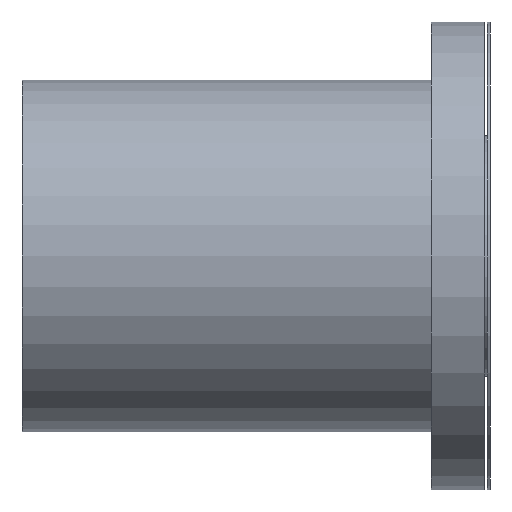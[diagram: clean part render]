
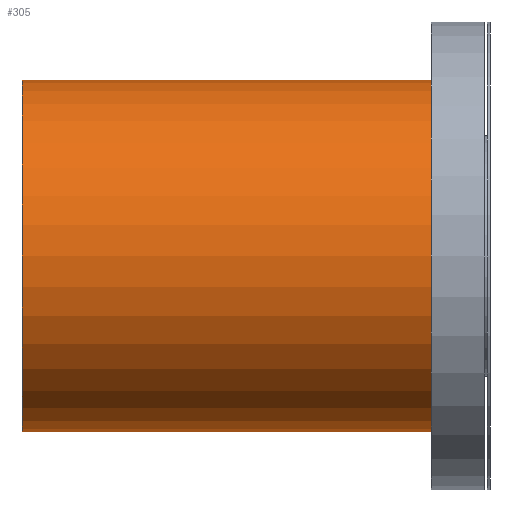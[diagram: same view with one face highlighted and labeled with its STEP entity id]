
A CAD part, left-side view. The second image highlights one B-rep face of the part: STEP entity #305.
In plain terms, the highlighted cylindrical face has radius 4.775 mm (diameter 9.55 mm), a partial arc.
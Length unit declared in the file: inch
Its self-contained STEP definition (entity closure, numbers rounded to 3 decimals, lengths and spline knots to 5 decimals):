
#2 = CYLINDRICAL_SURFACE ( 'NONE', #199, 0.188 ) ;
#34 = DIRECTION ( 'NONE',  ( 0., 0., -1. ) ) ;
#47 = CIRCLE ( 'NONE', #130, 0.188 ) ;
#58 = VECTOR ( 'NONE', #145, 39.37008 ) ;
#114 = CARTESIAN_POINT ( 'NONE',  ( 0., 0.5, -0.188 ) ) ;
#123 = CARTESIAN_POINT ( 'NONE',  ( 0., 0.5, 0.188 ) ) ;
#129 = VERTEX_POINT ( 'NONE', #252 ) ;
#130 = AXIS2_PLACEMENT_3D ( 'NONE', #368, #138, #427 ) ;
#138 = DIRECTION ( 'NONE',  ( 0., 1., 0. ) ) ;
#143 = CARTESIAN_POINT ( 'NONE',  ( 0., 0.5, 0.188 ) ) ;
#145 = DIRECTION ( 'NONE',  ( 0., -1., 0. ) ) ;
#172 = DIRECTION ( 'NONE',  ( 0., -1., 0. ) ) ;
#174 = FACE_OUTER_BOUND ( 'NONE', #176, .T. ) ;
#176 = EDGE_LOOP ( 'NONE', ( #388, #377, #544, #430 ) ) ;
#199 = AXIS2_PLACEMENT_3D ( 'NONE', #358, #172, #34 ) ;
#231 = EDGE_CURVE ( 'NONE', #257, #459, #47, .T. ) ;
#248 = CARTESIAN_POINT ( 'NONE',  ( 0., 0.5, -0.188 ) ) ;
#252 = CARTESIAN_POINT ( 'NONE',  ( 0., 0.0625, -0.188 ) ) ;
#257 = VERTEX_POINT ( 'NONE', #248 ) ;
#264 = DIRECTION ( 'NONE',  ( 0., 0., 1. ) ) ;
#265 = VECTOR ( 'NONE', #386, 39.37008 ) ;
#276 = CARTESIAN_POINT ( 'NONE',  ( 0., 0.0625, 0.188 ) ) ;
#305 = ADVANCED_FACE ( 'NONE', ( #174 ), #2, .T. ) ;
#312 = DIRECTION ( 'NONE',  ( 0., 1., 0. ) ) ;
#328 = EDGE_CURVE ( 'NONE', #459, #437, #417, .T. ) ;
#350 = LINE ( 'NONE', #114, #58 ) ;
#357 = CIRCLE ( 'NONE', #479, 0.188 ) ;
#358 = CARTESIAN_POINT ( 'NONE',  ( 0., 0.5, 0. ) ) ;
#368 = CARTESIAN_POINT ( 'NONE',  ( 0., 0.5, 0. ) ) ;
#377 = ORIENTED_EDGE ( 'NONE', *, *, #231, .F. ) ;
#386 = DIRECTION ( 'NONE',  ( 0., -1., 0. ) ) ;
#388 = ORIENTED_EDGE ( 'NONE', *, *, #328, .F. ) ;
#417 = LINE ( 'NONE', #123, #265 ) ;
#427 = DIRECTION ( 'NONE',  ( 0., 0., 1. ) ) ;
#430 = ORIENTED_EDGE ( 'NONE', *, *, #503, .T. ) ;
#437 = VERTEX_POINT ( 'NONE', #276 ) ;
#452 = EDGE_CURVE ( 'NONE', #257, #129, #350, .T. ) ;
#459 = VERTEX_POINT ( 'NONE', #143 ) ;
#479 = AXIS2_PLACEMENT_3D ( 'NONE', #493, #312, #264 ) ;
#493 = CARTESIAN_POINT ( 'NONE',  ( 0., 0.0625, 0. ) ) ;
#503 = EDGE_CURVE ( 'NONE', #129, #437, #357, .T. ) ;
#544 = ORIENTED_EDGE ( 'NONE', *, *, #452, .T. ) ;
